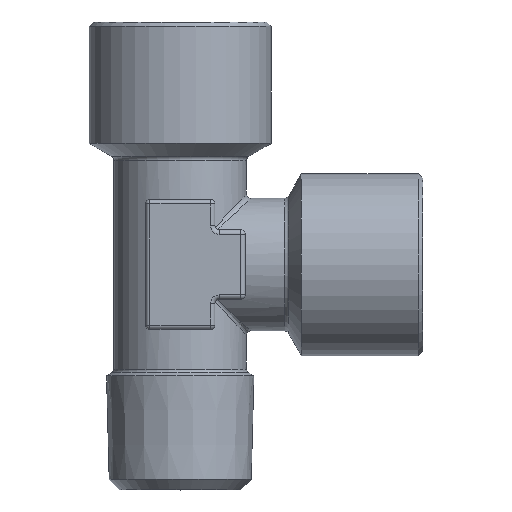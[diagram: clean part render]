
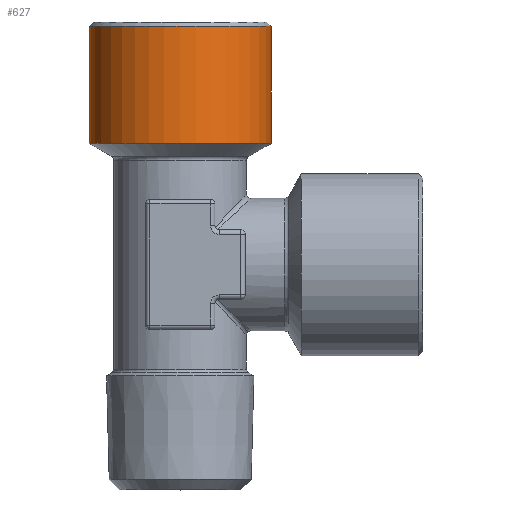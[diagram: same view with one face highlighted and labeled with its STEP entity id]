
A CAD part, top view. The second image highlights one B-rep face of the part: STEP entity #627.
In plain terms, the highlighted cylindrical face has radius 10.5 mm (diameter 21 mm), a partial arc.
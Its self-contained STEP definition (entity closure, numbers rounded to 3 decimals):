
#158 = EDGE_CURVE ( 'NONE', #160, #624, #1376, .T. ) ;
#160 = VERTEX_POINT ( 'NONE', #1366 ) ;
#555 = VERTEX_POINT ( 'NONE', #2032 ) ;
#559 = EDGE_CURVE ( 'NONE', #555, #560, #1248, .T. ) ;
#560 = VERTEX_POINT ( 'NONE', #2079 ) ;
#561 = ORIENTED_EDGE ( 'NONE', *, *, #559, .T. ) ;
#564 = EDGE_LOOP ( 'NONE', ( #561, #626, #628, #565 ) ) ;
#565 = ORIENTED_EDGE ( 'NONE', *, *, #586, .F. ) ;
#586 = EDGE_CURVE ( 'NONE', #555, #160, #2094, .T. ) ;
#624 = VERTEX_POINT ( 'NONE', #2162 ) ;
#625 = EDGE_CURVE ( 'NONE', #560, #624, #2161, .T. ) ;
#626 = ORIENTED_EDGE ( 'NONE', *, *, #625, .T. ) ;
#627 = ADVANCED_FACE ( 'NONE', ( #2157 ), #2156, .T. ) ;
#628 = ORIENTED_EDGE ( 'NONE', *, *, #158, .F. ) ;
#1247 = AXIS2_PLACEMENT_3D ( 'NONE', #1773, #2022, #3686 ) ;
#1248 = CIRCLE ( 'NONE', #1247, 10.5 ) ;
#1366 = CARTESIAN_POINT ( 'NONE',  ( 10.5, 14., 0. ) ) ;
#1372 = DIRECTION ( 'NONE',  ( 1., 0., 0. ) ) ;
#1373 = DIRECTION ( 'NONE',  ( 0., -1., 0. ) ) ;
#1374 = CARTESIAN_POINT ( 'NONE',  ( 0., 14., 0. ) ) ;
#1375 = AXIS2_PLACEMENT_3D ( 'NONE', #1374, #1373, #1372 ) ;
#1376 = CIRCLE ( 'NONE', #1375, 10.5 ) ;
#1773 = CARTESIAN_POINT ( 'NONE',  ( 0., 27.5, 0. ) ) ;
#2022 = DIRECTION ( 'NONE',  ( 0., -1., 0. ) ) ;
#2032 = CARTESIAN_POINT ( 'NONE',  ( 10.5, 27.5, 0. ) ) ;
#2079 = CARTESIAN_POINT ( 'NONE',  ( -10.5, 27.5, 0. ) ) ;
#2091 = DIRECTION ( 'NONE',  ( 0., -1., 0. ) ) ;
#2092 = VECTOR ( 'NONE', #2091, 1000. ) ;
#2093 = CARTESIAN_POINT ( 'NONE',  ( 10.5, -9.788, 0. ) ) ;
#2094 = LINE ( 'NONE', #2093, #2092 ) ;
#2152 = DIRECTION ( 'NONE',  ( 1., 0., 0. ) ) ;
#2153 = DIRECTION ( 'NONE',  ( 0., -1., 0. ) ) ;
#2154 = AXIS2_PLACEMENT_3D ( 'NONE', #2155, #2153, #2152 ) ;
#2155 = CARTESIAN_POINT ( 'NONE',  ( 0., -9.788, 0. ) ) ;
#2156 = CYLINDRICAL_SURFACE ( 'NONE', #2154, 10.5 ) ;
#2157 = FACE_OUTER_BOUND ( 'NONE', #564, .T. ) ;
#2158 = DIRECTION ( 'NONE',  ( 0., -1., 0. ) ) ;
#2159 = VECTOR ( 'NONE', #2158, 1000. ) ;
#2160 = CARTESIAN_POINT ( 'NONE',  ( -10.5, -9.788, 0. ) ) ;
#2161 = LINE ( 'NONE', #2160, #2159 ) ;
#2162 = CARTESIAN_POINT ( 'NONE',  ( -10.5, 14., 0. ) ) ;
#3686 = DIRECTION ( 'NONE',  ( 1., 0., 0. ) ) ;
